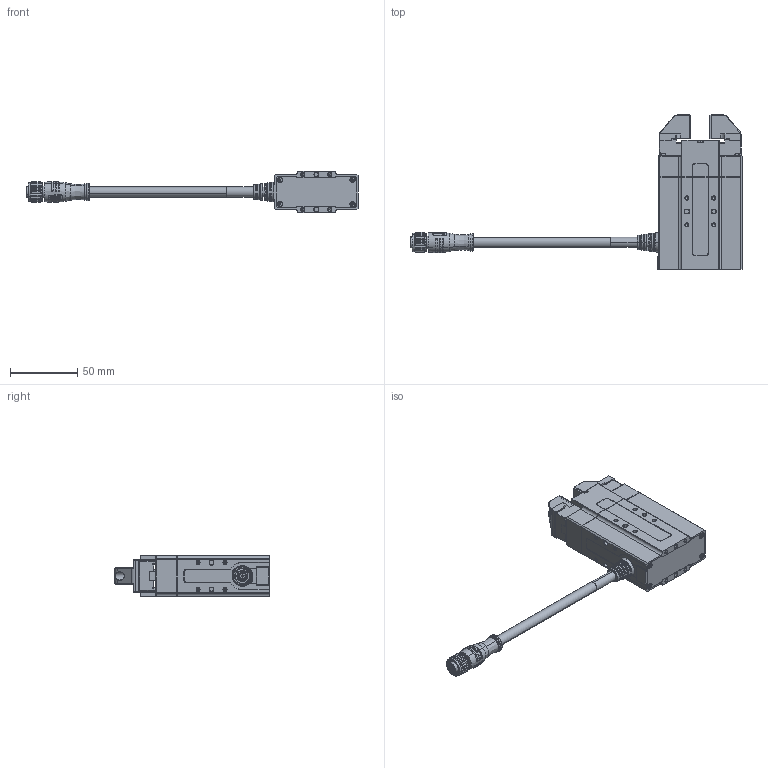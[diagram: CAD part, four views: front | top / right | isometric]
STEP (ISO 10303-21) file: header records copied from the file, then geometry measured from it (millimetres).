
FILE_DESCRIPTION (( 'STEP AP214' ), '1' );
FILE_NAME ('PGE-8-14-O-S.STEP', '2022-08-26T02:08:07', ( '' ), ( '' ), 'SwSTEP 2.0', 'SolidWorks 2020', '' );
FILE_SCHEMA (( 'AUTOMOTIVE_DESIGN' ));
Length unit declared in the file: millimetre
Products named in the file (12): 胶皮; PGE-8-14-O-S-奻窒煦; hexagon socket head cap screws gb_GB_FASTENER_SCREWS_HSHCS M3X12-N; PGE8-綴裔; M12厙帣; hexagon socket head cap screws gb_GB_FASTENER_SCREWS_HSHCS M2X6-N; LEM134-絳嫖翐; Finger忒硌; PGE-8-14-O-S; 7.5俋噤盄第蚚陔SR; PGE8-笢褲; PGE8厙帣結え
Assembly tree (17 placements, depth 2):
  PGE-8-14-O-S
    PGE8-笢褲
    PGE8厙帣結え
    7.5俋噤盄第蚚陔SR
    PGE8-綴裔
    PGE-8-14-O-S-奻窒煦
    M12厙帣
    LEM134-絳嫖翐
    hexagon socket head cap screws gb_GB_FASTENER_SCREWS_HSHCS M2X6-N  x4
    Finger忒硌  x2
    hexagon socket head cap screws gb_GB_FASTENER_SCREWS_HSHCS M3X12-N  x2
    胶皮  x2
Bounding box: 246.8 x 115 x 31 mm (x, y, z)
Volume: 161248.7 mm3; surface area: 56347.3 mm2
Topology: 19 solids, 26 shells, 2204 faces, 5547 edges, 3412 vertices
Faces by surface type: plane 1021, cylinder 501, cone 385, bspline 281, torus 16
Full cylindrical faces by diameter (mm): 11.1 x3
Entity records: 88180 total; most frequent: CARTESIAN_POINT 29432, ORIENTED_EDGE 10024, DIRECTION 8891, EDGE_CURVE 5016, VERTEX_POINT 3154, AXIS2_PLACEMENT_3D 3105, VECTOR 2681, LINE 2681
